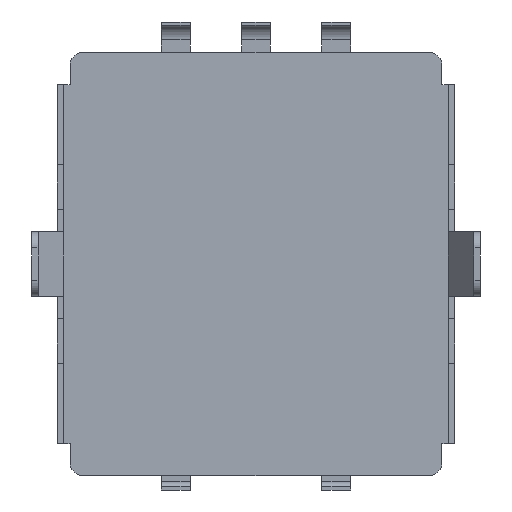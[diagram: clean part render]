
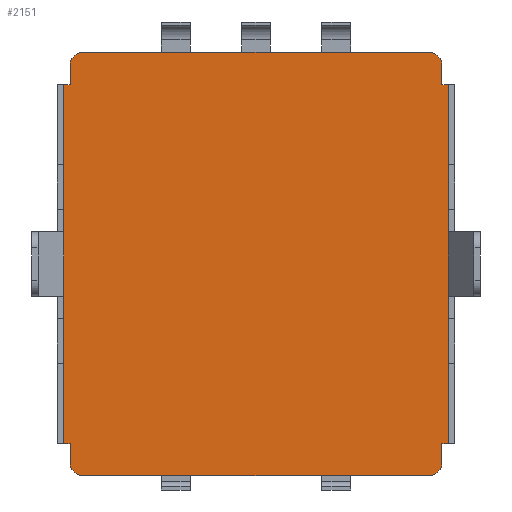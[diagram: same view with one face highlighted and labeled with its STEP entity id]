
A CAD part, front view. The second image highlights one B-rep face of the part: STEP entity #2151.
In plain terms, the highlighted planar face has unit normal (0, -1, 0).
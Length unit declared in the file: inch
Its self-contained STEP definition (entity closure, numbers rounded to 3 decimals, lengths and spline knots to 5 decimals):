
#31 = VERTEX_POINT ( 'NONE', #1951 ) ;
#54 = CIRCLE ( 'NONE', #3484, 0.01575 ) ;
#82 = CARTESIAN_POINT ( 'NONE',  ( -0.2126, 0., 0.24409 ) ) ;
#116 = VERTEX_POINT ( 'NONE', #4829 ) ;
#125 = LINE ( 'NONE', #464, #5842 ) ;
#250 = DIRECTION ( 'NONE',  ( 0., 0., -1. ) ) ;
#273 = ORIENTED_EDGE ( 'NONE', *, *, #2240, .F. ) ;
#291 = CARTESIAN_POINT ( 'NONE',  ( -0.22835, 0., -0.24409 ) ) ;
#347 = VECTOR ( 'NONE', #3458, 39.37008 ) ;
#380 = ORIENTED_EDGE ( 'NONE', *, *, #6561, .F. ) ;
#385 = VERTEX_POINT ( 'NONE', #1651 ) ;
#408 = CARTESIAN_POINT ( 'NONE',  ( -0.23622, 0., -0.22047 ) ) ;
#426 = CARTESIAN_POINT ( 'NONE',  ( 0.2126, 0., -0.25984 ) ) ;
#464 = CARTESIAN_POINT ( 'NONE',  ( 0.22835, 0., -0.24409 ) ) ;
#542 = CARTESIAN_POINT ( 'NONE',  ( -0.22835, 0., -0.24409 ) ) ;
#577 = DIRECTION ( 'NONE',  ( 0., 0., -1. ) ) ;
#710 = DIRECTION ( 'NONE',  ( 1., 0., 0. ) ) ;
#717 = AXIS2_PLACEMENT_3D ( 'NONE', #3345, #6102, #577 ) ;
#720 = ORIENTED_EDGE ( 'NONE', *, *, #1831, .T. ) ;
#731 = CIRCLE ( 'NONE', #6886, 0.01575 ) ;
#747 = CARTESIAN_POINT ( 'NONE',  ( 0.23622, 0., 0.22047 ) ) ;
#988 = VERTEX_POINT ( 'NONE', #2435 ) ;
#1057 = DIRECTION ( 'NONE',  ( 0., 0., -1. ) ) ;
#1083 = DIRECTION ( 'NONE',  ( 0., 0., 1. ) ) ;
#1089 = EDGE_CURVE ( 'NONE', #2791, #4347, #7191, .T. ) ;
#1170 = EDGE_CURVE ( 'NONE', #3463, #1283, #54, .T. ) ;
#1283 = VERTEX_POINT ( 'NONE', #4660 ) ;
#1299 = VECTOR ( 'NONE', #1649, 39.37008 ) ;
#1416 = VECTOR ( 'NONE', #6863, 39.37008 ) ;
#1420 = VERTEX_POINT ( 'NONE', #291 ) ;
#1550 = EDGE_CURVE ( 'NONE', #1420, #4347, #7126, .T. ) ;
#1577 = CARTESIAN_POINT ( 'NONE',  ( -0.2126, 0., 0.25984 ) ) ;
#1583 = VERTEX_POINT ( 'NONE', #1577 ) ;
#1591 = ORIENTED_EDGE ( 'NONE', *, *, #5998, .T. ) ;
#1607 = CARTESIAN_POINT ( 'NONE',  ( -0.2126, 0., -0.24409 ) ) ;
#1649 = DIRECTION ( 'NONE',  ( 0., 0., 1. ) ) ;
#1651 = CARTESIAN_POINT ( 'NONE',  ( 0.22835, 0., 0.22047 ) ) ;
#1733 = VECTOR ( 'NONE', #5292, 39.37008 ) ;
#1784 = DIRECTION ( 'NONE',  ( 0., -1., 0. ) ) ;
#1800 = CARTESIAN_POINT ( 'NONE',  ( 0.22835, 0., 0.24409 ) ) ;
#1827 = LINE ( 'NONE', #4220, #1733 ) ;
#1831 = EDGE_CURVE ( 'NONE', #1420, #4444, #6512, .T. ) ;
#1860 = AXIS2_PLACEMENT_3D ( 'NONE', #3501, #3566, #6934 ) ;
#1951 = CARTESIAN_POINT ( 'NONE',  ( 0.22835, 0., -0.24409 ) ) ;
#2127 = CARTESIAN_POINT ( 'NONE',  ( 0.23622, 0., -0.22047 ) ) ;
#2151 = ADVANCED_FACE ( 'NONE', ( #6584 ), #2946, .F. ) ;
#2240 = EDGE_CURVE ( 'NONE', #1583, #1283, #1827, .T. ) ;
#2272 = AXIS2_PLACEMENT_3D ( 'NONE', #1607, #3885, #6677 ) ;
#2293 = EDGE_CURVE ( 'NONE', #4898, #7050, #4831, .T. ) ;
#2343 = ORIENTED_EDGE ( 'NONE', *, *, #6141, .T. ) ;
#2395 = CARTESIAN_POINT ( 'NONE',  ( 0.23622, 0., -0.22047 ) ) ;
#2435 = CARTESIAN_POINT ( 'NONE',  ( -0.23622, 0., 0.22047 ) ) ;
#2467 = VECTOR ( 'NONE', #250, 39.37008 ) ;
#2599 = VECTOR ( 'NONE', #2919, 39.37008 ) ;
#2617 = ORIENTED_EDGE ( 'NONE', *, *, #5805, .T. ) ;
#2733 = DIRECTION ( 'NONE',  ( -1., 0., 0. ) ) ;
#2789 = ORIENTED_EDGE ( 'NONE', *, *, #4323, .F. ) ;
#2791 = VERTEX_POINT ( 'NONE', #408 ) ;
#2893 = DIRECTION ( 'NONE',  ( 0., -1., 0. ) ) ;
#2919 = DIRECTION ( 'NONE',  ( 0., 0., -1. ) ) ;
#2945 = DIRECTION ( 'NONE',  ( 1., 0., 0. ) ) ;
#2946 = PLANE ( 'NONE',  #1860 ) ;
#3060 = CARTESIAN_POINT ( 'NONE',  ( 0.22835, 0., -0.22047 ) ) ;
#3274 = ORIENTED_EDGE ( 'NONE', *, *, #5859, .T. ) ;
#3277 = VERTEX_POINT ( 'NONE', #3717 ) ;
#3290 = LINE ( 'NONE', #747, #1416 ) ;
#3345 = CARTESIAN_POINT ( 'NONE',  ( 0.2126, 0., -0.24409 ) ) ;
#3359 = VECTOR ( 'NONE', #4900, 39.37008 ) ;
#3458 = DIRECTION ( 'NONE',  ( 1., 0., 0. ) ) ;
#3461 = LINE ( 'NONE', #1800, #2599 ) ;
#3463 = VERTEX_POINT ( 'NONE', #6803 ) ;
#3484 = AXIS2_PLACEMENT_3D ( 'NONE', #4588, #2893, #710 ) ;
#3501 = CARTESIAN_POINT ( 'NONE',  ( 0., 0., 0. ) ) ;
#3566 = DIRECTION ( 'NONE',  ( 0., 1., 0. ) ) ;
#3717 = CARTESIAN_POINT ( 'NONE',  ( -0.22835, 0., 0.24409 ) ) ;
#3733 = ORIENTED_EDGE ( 'NONE', *, *, #1170, .T. ) ;
#3736 = CARTESIAN_POINT ( 'NONE',  ( 0.2126, 0., -0.25984 ) ) ;
#3870 = CARTESIAN_POINT ( 'NONE',  ( -0.22835, 0., 0.24409 ) ) ;
#3885 = DIRECTION ( 'NONE',  ( 0., -1., 0. ) ) ;
#3903 = LINE ( 'NONE', #426, #6245 ) ;
#3945 = DIRECTION ( 'NONE',  ( 0., 0., 1. ) ) ;
#4066 = CARTESIAN_POINT ( 'NONE',  ( -0.23622, 0., 0.22047 ) ) ;
#4133 = CARTESIAN_POINT ( 'NONE',  ( -0.23622, 0., -0.22047 ) ) ;
#4142 = LINE ( 'NONE', #4066, #347 ) ;
#4150 = EDGE_LOOP ( 'NONE', ( #273, #1591, #3274, #2789, #5645, #6502, #5074, #720, #5255, #2617, #4516, #7052, #5550, #2343, #380, #3733 ) ) ;
#4220 = CARTESIAN_POINT ( 'NONE',  ( -0.2126, 0., 0.25984 ) ) ;
#4323 = EDGE_CURVE ( 'NONE', #988, #6080, #4142, .T. ) ;
#4347 = VERTEX_POINT ( 'NONE', #6314 ) ;
#4393 = CARTESIAN_POINT ( 'NONE',  ( -0.23622, 0., -0.22047 ) ) ;
#4398 = DIRECTION ( 'NONE',  ( 0., 0., 1. ) ) ;
#4444 = VERTEX_POINT ( 'NONE', #4804 ) ;
#4516 = ORIENTED_EDGE ( 'NONE', *, *, #5571, .T. ) ;
#4588 = CARTESIAN_POINT ( 'NONE',  ( 0.2126, 0., 0.24409 ) ) ;
#4625 = LINE ( 'NONE', #3870, #6532 ) ;
#4660 = CARTESIAN_POINT ( 'NONE',  ( 0.2126, 0., 0.25984 ) ) ;
#4804 = CARTESIAN_POINT ( 'NONE',  ( -0.2126, 0., -0.25984 ) ) ;
#4829 = CARTESIAN_POINT ( 'NONE',  ( 0.23622, 0., 0.22047 ) ) ;
#4831 = LINE ( 'NONE', #2127, #3359 ) ;
#4898 = VERTEX_POINT ( 'NONE', #2395 ) ;
#4900 = DIRECTION ( 'NONE',  ( -1., 0., 0. ) ) ;
#4980 = LINE ( 'NONE', #6949, #2467 ) ;
#5074 = ORIENTED_EDGE ( 'NONE', *, *, #1550, .F. ) ;
#5126 = CIRCLE ( 'NONE', #717, 0.01575 ) ;
#5141 = VERTEX_POINT ( 'NONE', #3736 ) ;
#5255 = ORIENTED_EDGE ( 'NONE', *, *, #6319, .F. ) ;
#5292 = DIRECTION ( 'NONE',  ( 1., 0., 0. ) ) ;
#5332 = VECTOR ( 'NONE', #2945, 39.37008 ) ;
#5399 = VECTOR ( 'NONE', #1083, 39.37008 ) ;
#5550 = ORIENTED_EDGE ( 'NONE', *, *, #7088, .F. ) ;
#5571 = EDGE_CURVE ( 'NONE', #31, #7050, #125, .T. ) ;
#5645 = ORIENTED_EDGE ( 'NONE', *, *, #5914, .F. ) ;
#5805 = EDGE_CURVE ( 'NONE', #5141, #31, #5126, .T. ) ;
#5842 = VECTOR ( 'NONE', #4398, 39.37008 ) ;
#5859 = EDGE_CURVE ( 'NONE', #3277, #6080, #4625, .T. ) ;
#5914 = EDGE_CURVE ( 'NONE', #2791, #988, #6445, .T. ) ;
#5998 = EDGE_CURVE ( 'NONE', #1583, #3277, #731, .T. ) ;
#6080 = VERTEX_POINT ( 'NONE', #6270 ) ;
#6102 = DIRECTION ( 'NONE',  ( 0., -1., 0. ) ) ;
#6141 = EDGE_CURVE ( 'NONE', #116, #385, #3290, .T. ) ;
#6245 = VECTOR ( 'NONE', #2733, 39.37008 ) ;
#6270 = CARTESIAN_POINT ( 'NONE',  ( -0.22835, 0., 0.22047 ) ) ;
#6314 = CARTESIAN_POINT ( 'NONE',  ( -0.22835, 0., -0.22047 ) ) ;
#6319 = EDGE_CURVE ( 'NONE', #5141, #4444, #3903, .T. ) ;
#6445 = LINE ( 'NONE', #4393, #5399 ) ;
#6502 = ORIENTED_EDGE ( 'NONE', *, *, #1089, .T. ) ;
#6512 = CIRCLE ( 'NONE', #2272, 0.01575 ) ;
#6532 = VECTOR ( 'NONE', #1057, 39.37008 ) ;
#6561 = EDGE_CURVE ( 'NONE', #3463, #385, #3461, .T. ) ;
#6584 = FACE_OUTER_BOUND ( 'NONE', #4150, .T. ) ;
#6677 = DIRECTION ( 'NONE',  ( -1., 0., 0. ) ) ;
#6803 = CARTESIAN_POINT ( 'NONE',  ( 0.22835, 0., 0.24409 ) ) ;
#6863 = DIRECTION ( 'NONE',  ( -1., 0., 0. ) ) ;
#6886 = AXIS2_PLACEMENT_3D ( 'NONE', #82, #1784, #3945 ) ;
#6934 = DIRECTION ( 'NONE',  ( 1., 0., 0. ) ) ;
#6949 = CARTESIAN_POINT ( 'NONE',  ( 0.23622, 0., 0.22047 ) ) ;
#7050 = VERTEX_POINT ( 'NONE', #3060 ) ;
#7052 = ORIENTED_EDGE ( 'NONE', *, *, #2293, .F. ) ;
#7088 = EDGE_CURVE ( 'NONE', #116, #4898, #4980, .T. ) ;
#7126 = LINE ( 'NONE', #542, #1299 ) ;
#7191 = LINE ( 'NONE', #4133, #5332 ) ;
